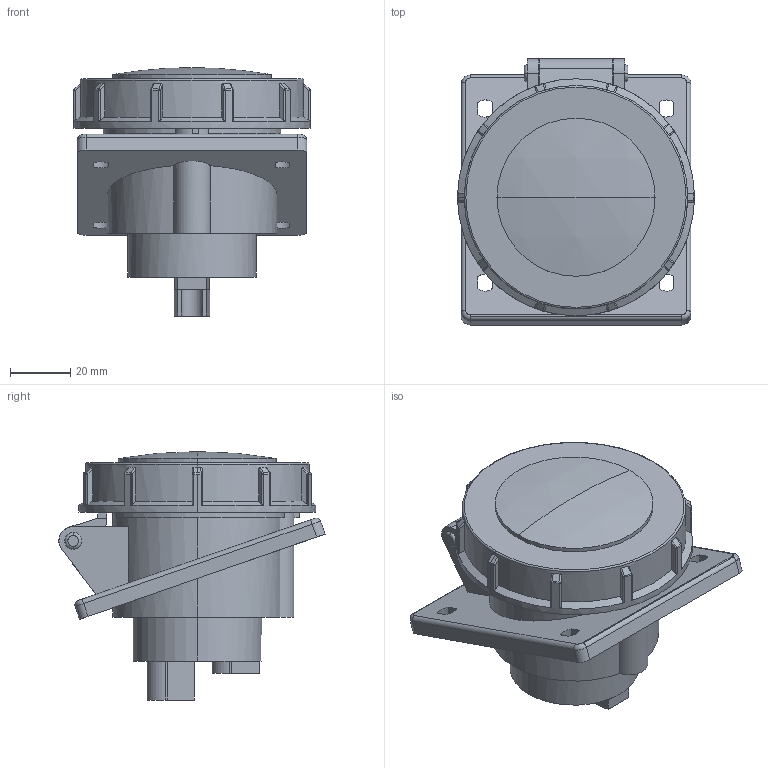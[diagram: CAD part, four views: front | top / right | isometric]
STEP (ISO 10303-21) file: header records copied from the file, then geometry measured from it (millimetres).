
FILE_DESCRIPTION (( 'STEP AP203' ), '1' );
FILE_NAME ('Ðîçåòêà ñòàöèîíàðíàÿ âíóòðåííÿÿ óãëîâàÿ 4142 (ps-4142-16-380).STEP', '2018-09-04T07:04:00', ( '' ), ( '' ), 'SwSTEP 2.0', 'SolidWorks 2017', '' );
FILE_SCHEMA (( 'CONFIG_CONTROL_DESIGN' ));
Length unit declared in the file: millimetre
Products named in the file (4): Êðûøêà 4142; 崶錒艜 34,4 擤; Ðîçåòêà ñòàöèîíàðíàÿ âíóòðåííÿÿ óãëîâàÿ 4142 (ps-4142-16-380); 扻豵鵨 4142
Assembly tree (3 placements, depth 2):
  Ðîçåòêà ñòàöèîíàðíàÿ âíóòðåííÿÿ óãëîâàÿ 4142 (ps-4142-16-380)
    扻豵鵨 4142
    Êðûøêà 4142
    崶錒艜 34,4 擤
Bounding box: 78.4 x 88.06 x 82.3 mm (x, y, z)
Volume: 178101.1 mm3; surface area: 59505.7 mm2
Topology: 3 solids, 5 shells, 418 faces, 1067 edges, 678 vertices
Faces by surface type: plane 173, cylinder 118, bspline 53, sphere 30, cone 23, torus 21
Entity records: 14683 total; most frequent: CARTESIAN_POINT 4572, ORIENTED_EDGE 2086, DIRECTION 1945, EDGE_CURVE 1043, AXIS2_PLACEMENT_3D 715, VERTEX_POINT 666, VECTOR 515, LINE 515
